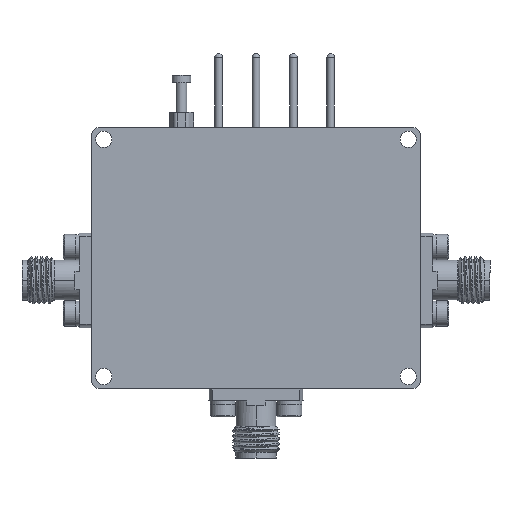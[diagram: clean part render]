
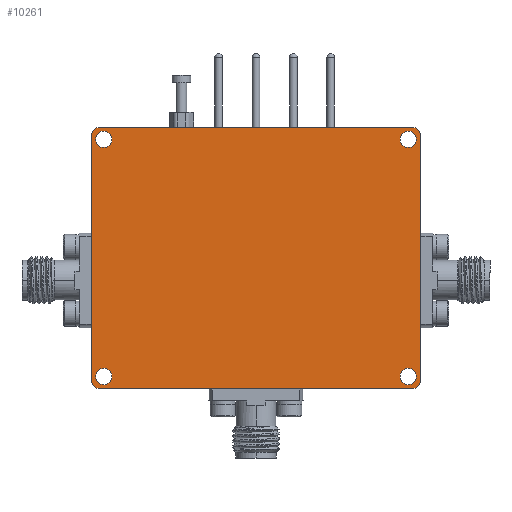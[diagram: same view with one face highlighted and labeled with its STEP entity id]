
A CAD part, front view. The second image highlights one B-rep face of the part: STEP entity #10261.
In plain terms, the highlighted planar face has unit normal (0, -1, 0).
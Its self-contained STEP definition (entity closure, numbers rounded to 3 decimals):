
#5 = EDGE_LOOP ( 'NONE', ( #343, #30093 ) ) ;
#343 = ORIENTED_EDGE ( 'NONE', *, *, #38500, .T. ) ;
#467 = ORIENTED_EDGE ( 'NONE', *, *, #28396, .T. ) ;
#646 = EDGE_CURVE ( 'NONE', #28574, #29141, #1353, .T. ) ;
#966 = EDGE_CURVE ( 'NONE', #5437, #26979, #21693, .T. ) ;
#1088 = DIRECTION ( 'NONE',  ( 0., 1., 0. ) ) ;
#1126 = CARTESIAN_POINT ( 'NONE',  ( 43., 0., 17.5 ) ) ;
#1287 = DIRECTION ( 'NONE',  ( 0., 1., 0. ) ) ;
#1353 = LINE ( 'NONE', #40664, #42920 ) ;
#1469 = DIRECTION ( 'NONE',  ( 0., 1., 0. ) ) ;
#3384 = CARTESIAN_POINT ( 'NONE',  ( 1.6, 0., 15.9 ) ) ;
#3447 = DIRECTION ( 'NONE',  ( -1., 0., 0. ) ) ;
#3628 = VERTEX_POINT ( 'NONE', #1126 ) ;
#4100 = AXIS2_PLACEMENT_3D ( 'NONE', #37656, #40885, #23416 ) ;
#4253 = VERTEX_POINT ( 'NONE', #8735 ) ;
#5242 = DIRECTION ( 'NONE',  ( 0., 1., 0. ) ) ;
#5262 = CARTESIAN_POINT ( 'NONE',  ( 44., 0., -16.5 ) ) ;
#5325 = EDGE_CURVE ( 'NONE', #29141, #4253, #40343, .T. ) ;
#5437 = VERTEX_POINT ( 'NONE', #40693 ) ;
#5547 = ORIENTED_EDGE ( 'NONE', *, *, #5325, .F. ) ;
#5815 = DIRECTION ( 'NONE',  ( 0., 0., 1. ) ) ;
#5831 = VECTOR ( 'NONE', #28976, 1000. ) ;
#6519 = CIRCLE ( 'NONE', #20477, 1.1 ) ;
#6540 = DIRECTION ( 'NONE',  ( 0., 1., 0. ) ) ;
#7111 = CARTESIAN_POINT ( 'NONE',  ( 1.6, 0., -14.8 ) ) ;
#7717 = CARTESIAN_POINT ( 'NONE',  ( 42.4, 0., 15.9 ) ) ;
#7789 = AXIS2_PLACEMENT_3D ( 'NONE', #41332, #19967, #24097 ) ;
#7812 = CARTESIAN_POINT ( 'NONE',  ( 44., 0., 16.5 ) ) ;
#7994 = ORIENTED_EDGE ( 'NONE', *, *, #42452, .F. ) ;
#8098 = AXIS2_PLACEMENT_3D ( 'NONE', #16896, #6540, #34602 ) ;
#8435 = EDGE_CURVE ( 'NONE', #4253, #42723, #37099, .T. ) ;
#8735 = CARTESIAN_POINT ( 'NONE',  ( 0., 0., -16.5 ) ) ;
#9048 = FACE_BOUND ( 'NONE', #9064, .T. ) ;
#9064 = EDGE_LOOP ( 'NONE', ( #40398, #12120 ) ) ;
#9242 = ORIENTED_EDGE ( 'NONE', *, *, #38571, .F. ) ;
#10261 = ADVANCED_FACE ( 'NONE', ( #26534, #38192, #33435, #9048, #14037 ), #40557, .F. ) ;
#10294 = AXIS2_PLACEMENT_3D ( 'NONE', #22901, #33243, #30459 ) ;
#10384 = VERTEX_POINT ( 'NONE', #7812 ) ;
#10489 = VERTEX_POINT ( 'NONE', #40451 ) ;
#10544 = VERTEX_POINT ( 'NONE', #5262 ) ;
#11618 = VERTEX_POINT ( 'NONE', #20778 ) ;
#12120 = ORIENTED_EDGE ( 'NONE', *, *, #42506, .T. ) ;
#12305 = EDGE_CURVE ( 'NONE', #3628, #10384, #27580, .T. ) ;
#12493 = CARTESIAN_POINT ( 'NONE',  ( 0., 0., -16.5 ) ) ;
#12747 = AXIS2_PLACEMENT_3D ( 'NONE', #44431, #17290, #20744 ) ;
#13123 = CARTESIAN_POINT ( 'NONE',  ( 42.4, 0., -14.8 ) ) ;
#13671 = AXIS2_PLACEMENT_3D ( 'NONE', #40148, #1287, #15331 ) ;
#13812 = DIRECTION ( 'NONE',  ( 0., 1., 0. ) ) ;
#14037 = FACE_OUTER_BOUND ( 'NONE', #33631, .T. ) ;
#14298 = CARTESIAN_POINT ( 'NONE',  ( 1.6, 0., -15.9 ) ) ;
#14854 = DIRECTION ( 'NONE',  ( 0., 1., 0. ) ) ;
#15331 = DIRECTION ( 'NONE',  ( 0., 0., 1. ) ) ;
#15704 = CIRCLE ( 'NONE', #12747, 1.1 ) ;
#16395 = ORIENTED_EDGE ( 'NONE', *, *, #8435, .F. ) ;
#16896 = CARTESIAN_POINT ( 'NONE',  ( 1.6, 0., -15.9 ) ) ;
#17051 = ORIENTED_EDGE ( 'NONE', *, *, #646, .F. ) ;
#17198 = DIRECTION ( 'NONE',  ( 0., 1., 0. ) ) ;
#17290 = DIRECTION ( 'NONE',  ( 0., 1., 0. ) ) ;
#17569 = AXIS2_PLACEMENT_3D ( 'NONE', #30861, #28774, #17744 ) ;
#17572 = VERTEX_POINT ( 'NONE', #13123 ) ;
#17624 = VECTOR ( 'NONE', #19226, 1000. ) ;
#17744 = DIRECTION ( 'NONE',  ( 0., 0., 1. ) ) ;
#18138 = DIRECTION ( 'NONE',  ( 0., 0., 1. ) ) ;
#18585 = CARTESIAN_POINT ( 'NONE',  ( 43., 0., 16.5 ) ) ;
#18846 = ORIENTED_EDGE ( 'NONE', *, *, #12305, .F. ) ;
#19159 = EDGE_CURVE ( 'NONE', #10384, #10544, #35649, .T. ) ;
#19226 = DIRECTION ( 'NONE',  ( 1., 0., 0. ) ) ;
#19967 = DIRECTION ( 'NONE',  ( 0., 1., 0. ) ) ;
#20050 = CARTESIAN_POINT ( 'NONE',  ( 42.4, 0., 14.8 ) ) ;
#20477 = AXIS2_PLACEMENT_3D ( 'NONE', #7717, #14854, #28874 ) ;
#20725 = EDGE_LOOP ( 'NONE', ( #467, #39596 ) ) ;
#20744 = DIRECTION ( 'NONE',  ( 0., 0., 1. ) ) ;
#20778 = CARTESIAN_POINT ( 'NONE',  ( 1., 0., 17.5 ) ) ;
#20998 = CIRCLE ( 'NONE', #7789, 1.1 ) ;
#21555 = CARTESIAN_POINT ( 'NONE',  ( 43., 0., -17.5 ) ) ;
#21693 = CIRCLE ( 'NONE', #31201, 1.1 ) ;
#21709 = CARTESIAN_POINT ( 'NONE',  ( 0., 0., 16.5 ) ) ;
#21967 = EDGE_CURVE ( 'NONE', #31365, #17572, #15704, .T. ) ;
#22463 = AXIS2_PLACEMENT_3D ( 'NONE', #43333, #1469, #36209 ) ;
#22901 = CARTESIAN_POINT ( 'NONE',  ( 42.4, 0., -15.9 ) ) ;
#23416 = DIRECTION ( 'NONE',  ( 0., 0., 1. ) ) ;
#23949 = CIRCLE ( 'NONE', #4100, 1. ) ;
#24097 = DIRECTION ( 'NONE',  ( 0., 0., 1. ) ) ;
#25093 = CARTESIAN_POINT ( 'NONE',  ( 44., 0., 16.5 ) ) ;
#26534 = FACE_BOUND ( 'NONE', #5, .T. ) ;
#26648 = DIRECTION ( 'NONE',  ( -1., 0., 0. ) ) ;
#26699 = AXIS2_PLACEMENT_3D ( 'NONE', #34965, #13812, #3447 ) ;
#26979 = VERTEX_POINT ( 'NONE', #7111 ) ;
#27015 = CARTESIAN_POINT ( 'NONE',  ( 1., 0., 17.5 ) ) ;
#27580 = CIRCLE ( 'NONE', #32743, 1. ) ;
#27931 = CIRCLE ( 'NONE', #8098, 1.1 ) ;
#28117 = EDGE_LOOP ( 'NONE', ( #44691, #32543 ) ) ;
#28266 = AXIS2_PLACEMENT_3D ( 'NONE', #3384, #17198, #45482 ) ;
#28396 = EDGE_CURVE ( 'NONE', #35213, #10489, #30493, .T. ) ;
#28574 = VERTEX_POINT ( 'NONE', #21555 ) ;
#28774 = DIRECTION ( 'NONE',  ( 0., 1., 0. ) ) ;
#28874 = DIRECTION ( 'NONE',  ( 0., 0., 1. ) ) ;
#28976 = DIRECTION ( 'NONE',  ( 0., 0., -1. ) ) ;
#29117 = EDGE_CURVE ( 'NONE', #42723, #11618, #30562, .T. ) ;
#29141 = VERTEX_POINT ( 'NONE', #39654 ) ;
#29370 = CIRCLE ( 'NONE', #10294, 1.1 ) ;
#29777 = LINE ( 'NONE', #27015, #17624 ) ;
#29807 = VERTEX_POINT ( 'NONE', #45071 ) ;
#30067 = CARTESIAN_POINT ( 'NONE',  ( 1.6, 0., 14.8 ) ) ;
#30093 = ORIENTED_EDGE ( 'NONE', *, *, #41209, .T. ) ;
#30459 = DIRECTION ( 'NONE',  ( 0., 0., 1. ) ) ;
#30493 = CIRCLE ( 'NONE', #28266, 1.1 ) ;
#30562 = CIRCLE ( 'NONE', #22463, 1. ) ;
#30861 = CARTESIAN_POINT ( 'NONE',  ( 1., 0., -16.5 ) ) ;
#31201 = AXIS2_PLACEMENT_3D ( 'NONE', #14298, #5242, #39744 ) ;
#31365 = VERTEX_POINT ( 'NONE', #42024 ) ;
#32543 = ORIENTED_EDGE ( 'NONE', *, *, #42670, .T. ) ;
#32743 = AXIS2_PLACEMENT_3D ( 'NONE', #18585, #1088, #18138 ) ;
#33243 = DIRECTION ( 'NONE',  ( 0., 1., 0. ) ) ;
#33258 = ORIENTED_EDGE ( 'NONE', *, *, #29117, .F. ) ;
#33435 = FACE_BOUND ( 'NONE', #20725, .T. ) ;
#33502 = CIRCLE ( 'NONE', #13671, 1.1 ) ;
#33631 = EDGE_LOOP ( 'NONE', ( #33258, #16395, #5547, #17051, #9242, #41930, #18846, #7994 ) ) ;
#34602 = DIRECTION ( 'NONE',  ( 0., 0., 1. ) ) ;
#34965 = CARTESIAN_POINT ( 'NONE',  ( 0., 0., 0. ) ) ;
#35213 = VERTEX_POINT ( 'NONE', #30067 ) ;
#35649 = LINE ( 'NONE', #25093, #5831 ) ;
#36209 = DIRECTION ( 'NONE',  ( 0., 0., 1. ) ) ;
#37099 = LINE ( 'NONE', #12493, #44142 ) ;
#37656 = CARTESIAN_POINT ( 'NONE',  ( 43., 0., -16.5 ) ) ;
#38192 = FACE_BOUND ( 'NONE', #28117, .T. ) ;
#38500 = EDGE_CURVE ( 'NONE', #43904, #29807, #20998, .T. ) ;
#38571 = EDGE_CURVE ( 'NONE', #10544, #28574, #23949, .T. ) ;
#38660 = EDGE_CURVE ( 'NONE', #10489, #35213, #33502, .T. ) ;
#39596 = ORIENTED_EDGE ( 'NONE', *, *, #38660, .T. ) ;
#39654 = CARTESIAN_POINT ( 'NONE',  ( 1., 0., -17.5 ) ) ;
#39744 = DIRECTION ( 'NONE',  ( 0., 0., 1. ) ) ;
#40148 = CARTESIAN_POINT ( 'NONE',  ( 1.6, 0., 15.9 ) ) ;
#40343 = CIRCLE ( 'NONE', #17569, 1. ) ;
#40398 = ORIENTED_EDGE ( 'NONE', *, *, #21967, .T. ) ;
#40451 = CARTESIAN_POINT ( 'NONE',  ( 1.6, 0., 17. ) ) ;
#40557 = PLANE ( 'NONE',  #26699 ) ;
#40664 = CARTESIAN_POINT ( 'NONE',  ( 43., 0., -17.5 ) ) ;
#40693 = CARTESIAN_POINT ( 'NONE',  ( 1.6, 0., -17. ) ) ;
#40885 = DIRECTION ( 'NONE',  ( 0., 1., 0. ) ) ;
#41209 = EDGE_CURVE ( 'NONE', #29807, #43904, #6519, .T. ) ;
#41332 = CARTESIAN_POINT ( 'NONE',  ( 42.4, 0., 15.9 ) ) ;
#41930 = ORIENTED_EDGE ( 'NONE', *, *, #19159, .F. ) ;
#42024 = CARTESIAN_POINT ( 'NONE',  ( 42.4, 0., -17. ) ) ;
#42452 = EDGE_CURVE ( 'NONE', #11618, #3628, #29777, .T. ) ;
#42506 = EDGE_CURVE ( 'NONE', #17572, #31365, #29370, .T. ) ;
#42670 = EDGE_CURVE ( 'NONE', #26979, #5437, #27931, .T. ) ;
#42723 = VERTEX_POINT ( 'NONE', #21709 ) ;
#42920 = VECTOR ( 'NONE', #26648, 1000. ) ;
#43333 = CARTESIAN_POINT ( 'NONE',  ( 1., 0., 16.5 ) ) ;
#43904 = VERTEX_POINT ( 'NONE', #20050 ) ;
#44142 = VECTOR ( 'NONE', #5815, 1000. ) ;
#44431 = CARTESIAN_POINT ( 'NONE',  ( 42.4, 0., -15.9 ) ) ;
#44691 = ORIENTED_EDGE ( 'NONE', *, *, #966, .T. ) ;
#45071 = CARTESIAN_POINT ( 'NONE',  ( 42.4, 0., 17. ) ) ;
#45482 = DIRECTION ( 'NONE',  ( 0., 0., 1. ) ) ;
